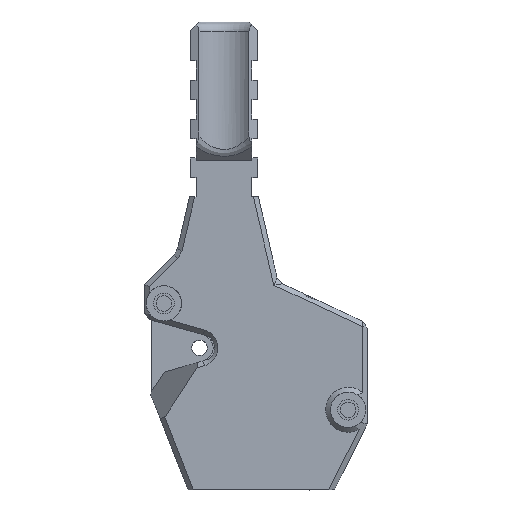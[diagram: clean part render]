
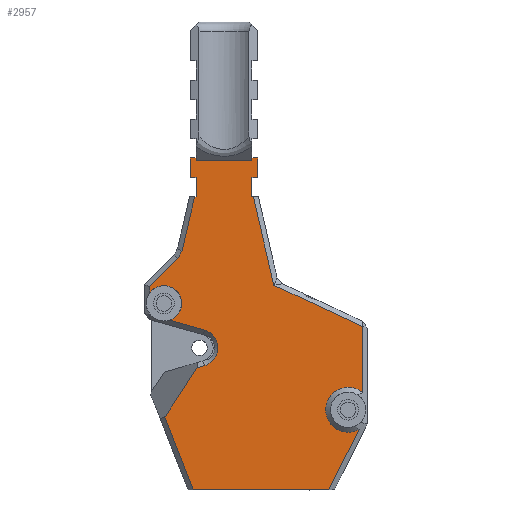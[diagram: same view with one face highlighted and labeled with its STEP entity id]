
A CAD part, top view. The second image highlights one B-rep face of the part: STEP entity #2957.
In plain terms, the highlighted planar face has unit normal (0, 0, 1).
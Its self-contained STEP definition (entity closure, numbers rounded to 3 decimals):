
#60=LINE('',#4337,#410);
#68=LINE('',#4352,#418);
#98=LINE('',#4417,#448);
#139=LINE('',#4582,#489);
#140=LINE('',#4584,#490);
#141=LINE('',#4586,#491);
#142=LINE('',#4588,#492);
#143=LINE('',#4590,#493);
#144=LINE('',#4592,#494);
#145=LINE('',#4594,#495);
#146=LINE('',#4596,#496);
#147=LINE('',#4598,#497);
#148=LINE('',#4602,#498);
#149=LINE('',#4606,#499);
#150=LINE('',#4608,#500);
#151=LINE('',#4610,#501);
#152=LINE('',#4612,#502);
#153=LINE('',#4614,#503);
#154=LINE('',#4615,#504);
#155=LINE('',#4617,#505);
#156=LINE('',#4619,#506);
#157=LINE('',#4621,#507);
#158=LINE('',#4623,#508);
#159=LINE('',#4625,#509);
#160=LINE('',#4627,#510);
#161=LINE('',#4629,#511);
#162=LINE('',#4630,#512);
#410=VECTOR('',#3386,0.5);
#418=VECTOR('',#3398,11.5);
#448=VECTOR('',#3446,0.5);
#489=VECTOR('',#3523,1.2);
#490=VECTOR('',#3524,4.);
#491=VECTOR('',#3525,1.2);
#492=VECTOR('',#3526,4.);
#493=VECTOR('',#3527,0.293);
#494=VECTOR('',#3528,11.365);
#495=VECTOR('',#3529,1.819);
#496=VECTOR('',#3530,8.249);
#497=VECTOR('',#3531,1.353);
#498=VECTOR('',#3534,7.518);
#499=VECTOR('',#3537,1.578);
#500=VECTOR('',#3538,11.901);
#501=VECTOR('',#3539,0.228);
#502=VECTOR('',#3540,16.213);
#503=VECTOR('',#3541,27.918);
#504=VECTOR('',#3542,13.941);
#505=VECTOR('',#3543,13.592);
#506=VECTOR('',#3544,20.133);
#507=VECTOR('',#3545,18.672);
#508=VECTOR('',#3546,0.293);
#509=VECTOR('',#3547,4.);
#510=VECTOR('',#3548,1.2);
#511=VECTOR('',#3549,4.);
#512=VECTOR('',#3550,1.2);
#760=PLANE('',#3134);
#930=CIRCLE('',#3133,4.625);
#931=CIRCLE('',#3135,3.625);
#932=CIRCLE('',#3136,3.8);
#1005=FACE_OUTER_BOUND('',#1172,.T.);
#1172=EDGE_LOOP('',(#2277,#2278,#2279,#2280,#2281,#2282,#2283,#2284,#2285,
#2286,#2287,#2288,#2289,#2290,#2291,#2292,#2293,#2294,#2295,#2296,#2297,
#2298,#2299,#2300,#2301,#2302,#2303,#2304,#2305,#2306));
#1388=VERTEX_POINT('',#4334);
#1389=VERTEX_POINT('',#4336);
#1394=VERTEX_POINT('',#4350);
#1416=VERTEX_POINT('',#4415);
#1455=VERTEX_POINT('',#4568);
#1458=VERTEX_POINT('',#4575);
#1459=VERTEX_POINT('',#4581);
#1460=VERTEX_POINT('',#4583);
#1461=VERTEX_POINT('',#4585);
#1462=VERTEX_POINT('',#4587);
#1463=VERTEX_POINT('',#4589);
#1464=VERTEX_POINT('',#4591);
#1465=VERTEX_POINT('',#4593);
#1466=VERTEX_POINT('',#4595);
#1467=VERTEX_POINT('',#4597);
#1468=VERTEX_POINT('',#4599);
#1469=VERTEX_POINT('',#4601);
#1470=VERTEX_POINT('',#4603);
#1471=VERTEX_POINT('',#4605);
#1472=VERTEX_POINT('',#4607);
#1473=VERTEX_POINT('',#4609);
#1474=VERTEX_POINT('',#4611);
#1475=VERTEX_POINT('',#4613);
#1476=VERTEX_POINT('',#4616);
#1477=VERTEX_POINT('',#4618);
#1478=VERTEX_POINT('',#4620);
#1479=VERTEX_POINT('',#4622);
#1480=VERTEX_POINT('',#4624);
#1481=VERTEX_POINT('',#4626);
#1482=VERTEX_POINT('',#4628);
#1685=EDGE_CURVE('',#1389,#1388,#60,.T.);
#1693=EDGE_CURVE('',#1394,#1388,#68,.F.);
#1725=EDGE_CURVE('',#1394,#1416,#98,.T.);
#1778=EDGE_CURVE('',#1458,#1455,#930,.T.);
#1779=EDGE_CURVE('',#1459,#1416,#139,.T.);
#1780=EDGE_CURVE('',#1460,#1459,#140,.F.);
#1781=EDGE_CURVE('',#1461,#1460,#141,.F.);
#1782=EDGE_CURVE('',#1462,#1461,#142,.T.);
#1783=EDGE_CURVE('',#1463,#1462,#143,.T.);
#1784=EDGE_CURVE('',#1464,#1463,#144,.T.);
#1785=EDGE_CURVE('',#1465,#1464,#145,.T.);
#1786=EDGE_CURVE('',#1466,#1465,#146,.T.);
#1787=EDGE_CURVE('',#1467,#1466,#147,.T.);
#1788=EDGE_CURVE('',#1467,#1468,#931,.T.);
#1789=EDGE_CURVE('',#1469,#1468,#148,.T.);
#1790=EDGE_CURVE('',#1470,#1469,#932,.T.);
#1791=EDGE_CURVE('',#1471,#1470,#149,.T.);
#1792=EDGE_CURVE('',#1471,#1472,#150,.F.);
#1793=EDGE_CURVE('',#1472,#1473,#151,.T.);
#1794=EDGE_CURVE('',#1474,#1473,#152,.T.);
#1795=EDGE_CURVE('',#1474,#1475,#153,.T.);
#1796=EDGE_CURVE('',#1455,#1475,#154,.T.);
#1797=EDGE_CURVE('',#1476,#1458,#155,.T.);
#1798=EDGE_CURVE('',#1477,#1476,#156,.T.);
#1799=EDGE_CURVE('',#1478,#1477,#157,.T.);
#1800=EDGE_CURVE('',#1479,#1478,#158,.T.);
#1801=EDGE_CURVE('',#1480,#1479,#159,.T.);
#1802=EDGE_CURVE('',#1481,#1480,#160,.F.);
#1803=EDGE_CURVE('',#1482,#1481,#161,.F.);
#1804=EDGE_CURVE('',#1389,#1482,#162,.T.);
#2277=ORIENTED_EDGE('',*,*,#1693,.F.);
#2278=ORIENTED_EDGE('',*,*,#1725,.T.);
#2279=ORIENTED_EDGE('',*,*,#1779,.F.);
#2280=ORIENTED_EDGE('',*,*,#1780,.F.);
#2281=ORIENTED_EDGE('',*,*,#1781,.F.);
#2282=ORIENTED_EDGE('',*,*,#1782,.F.);
#2283=ORIENTED_EDGE('',*,*,#1783,.F.);
#2284=ORIENTED_EDGE('',*,*,#1784,.F.);
#2285=ORIENTED_EDGE('',*,*,#1785,.F.);
#2286=ORIENTED_EDGE('',*,*,#1786,.F.);
#2287=ORIENTED_EDGE('',*,*,#1787,.F.);
#2288=ORIENTED_EDGE('',*,*,#1788,.T.);
#2289=ORIENTED_EDGE('',*,*,#1789,.F.);
#2290=ORIENTED_EDGE('',*,*,#1790,.F.);
#2291=ORIENTED_EDGE('',*,*,#1791,.F.);
#2292=ORIENTED_EDGE('',*,*,#1792,.T.);
#2293=ORIENTED_EDGE('',*,*,#1793,.T.);
#2294=ORIENTED_EDGE('',*,*,#1794,.F.);
#2295=ORIENTED_EDGE('',*,*,#1795,.T.);
#2296=ORIENTED_EDGE('',*,*,#1796,.F.);
#2297=ORIENTED_EDGE('',*,*,#1778,.F.);
#2298=ORIENTED_EDGE('',*,*,#1797,.F.);
#2299=ORIENTED_EDGE('',*,*,#1798,.F.);
#2300=ORIENTED_EDGE('',*,*,#1799,.F.);
#2301=ORIENTED_EDGE('',*,*,#1800,.F.);
#2302=ORIENTED_EDGE('',*,*,#1801,.F.);
#2303=ORIENTED_EDGE('',*,*,#1802,.F.);
#2304=ORIENTED_EDGE('',*,*,#1803,.F.);
#2305=ORIENTED_EDGE('',*,*,#1804,.F.);
#2306=ORIENTED_EDGE('',*,*,#1685,.T.);
#2957=ADVANCED_FACE('',(#1005),#760,.T.);
#3133=AXIS2_PLACEMENT_3D('',#4579,#3519,#3520);
#3134=AXIS2_PLACEMENT_3D('',#4580,#3521,#3522);
#3135=AXIS2_PLACEMENT_3D('',#4600,#3532,#3533);
#3136=AXIS2_PLACEMENT_3D('',#4604,#3535,#3536);
#3386=DIRECTION('',(0.,-1.,0.));
#3398=DIRECTION('',(-1.,0.,0.));
#3446=DIRECTION('',(0.,1.,0.));
#3519=DIRECTION('center_axis',(0.,0.,1.));
#3520=DIRECTION('ref_axis',(-1.,0.,0.));
#3521=DIRECTION('center_axis',(0.,0.,1.));
#3522=DIRECTION('ref_axis',(0.,-1.,0.));
#3523=DIRECTION('',(1.,0.,0.));
#3524=DIRECTION('',(0.,-1.,0.));
#3525=DIRECTION('',(1.,0.,0.));
#3526=DIRECTION('',(0.,1.,0.));
#3527=DIRECTION('',(1.,0.,0.));
#3528=DIRECTION('',(0.226,0.974,0.));
#3529=DIRECTION('',(0.485,0.874,0.));
#3530=DIRECTION('',(0.707,0.707,0.));
#3531=DIRECTION('',(0.,1.,0.));
#3532=DIRECTION('center_axis',(0.,0.,-1.));
#3533=DIRECTION('ref_axis',(-1.,0.,0.));
#3534=DIRECTION('',(-0.961,0.275,0.));
#3535=DIRECTION('center_axis',(0.,0.,1.));
#3536=DIRECTION('ref_axis',(1.,0.,0.));
#3537=DIRECTION('',(0.961,0.275,0.));
#3538=DIRECTION('',(0.548,0.836,0.));
#3539=DIRECTION('',(-0.885,-0.466,0.));
#3540=DIRECTION('',(-0.364,0.931,0.));
#3541=DIRECTION('',(1.,0.,0.));
#3542=DIRECTION('',(-0.448,-0.894,0.));
#3543=DIRECTION('',(0.,-1.,0.));
#3544=DIRECTION('',(0.906,-0.423,0.));
#3545=DIRECTION('',(0.226,-0.974,0.));
#3546=DIRECTION('',(1.,0.,0.));
#3547=DIRECTION('',(0.,-1.,0.));
#3548=DIRECTION('',(1.,0.,0.));
#3549=DIRECTION('',(0.,1.,0.));
#3550=DIRECTION('',(1.,0.,0.));
#4334=CARTESIAN_POINT('',(-1.843,35.826,14.));
#4336=CARTESIAN_POINT('',(-1.843,36.326,14.));
#4337=CARTESIAN_POINT('',(-1.843,23.462,14.));
#4350=CARTESIAN_POINT('',(-13.343,35.826,14.));
#4352=CARTESIAN_POINT('',(0.494,35.826,14.));
#4415=CARTESIAN_POINT('',(-13.343,36.326,14.));
#4417=CARTESIAN_POINT('',(-13.343,23.462,14.));
#4568=CARTESIAN_POINT('',(20.236,-19.561,14.));
#4575=CARTESIAN_POINT('',(20.925,-11.962,14.));
#4579=CARTESIAN_POINT('Origin',(17.977,-15.526,14.));
#4580=CARTESIAN_POINT('Origin',(-19.925,11.424,14.));
#4581=CARTESIAN_POINT('',(-14.543,36.326,14.));
#4582=CARTESIAN_POINT('',(3.969,36.326,14.));
#4583=CARTESIAN_POINT('',(-14.543,32.326,14.));
#4584=CARTESIAN_POINT('',(-14.543,19.462,14.));
#4585=CARTESIAN_POINT('',(-13.343,32.326,14.));
#4586=CARTESIAN_POINT('',(3.969,32.326,14.));
#4587=CARTESIAN_POINT('',(-13.343,28.326,14.));
#4588=CARTESIAN_POINT('',(-13.343,19.462,14.));
#4589=CARTESIAN_POINT('',(-13.636,28.326,14.));
#4590=CARTESIAN_POINT('',(3.969,28.326,14.));
#4591=CARTESIAN_POINT('',(-16.209,17.256,14.));
#4592=CARTESIAN_POINT('',(-15.628,19.759,14.));
#4593=CARTESIAN_POINT('',(-17.092,15.666,14.));
#4594=CARTESIAN_POINT('',(-18.292,13.505,14.));
#4595=CARTESIAN_POINT('',(-22.925,9.833,14.));
#4596=CARTESIAN_POINT('',(-18.628,14.131,14.));
#4597=CARTESIAN_POINT('',(-22.925,8.48,14.));
#4598=CARTESIAN_POINT('',(-22.925,8.157,14.));
#4599=CARTESIAN_POINT('',(-18.814,2.947,14.));
#4600=CARTESIAN_POINT('Origin',(-19.969,6.383,14.));
#4601=CARTESIAN_POINT('',(-11.586,0.878,14.));
#4602=CARTESIAN_POINT('',(-20.867,3.534,14.));
#4603=CARTESIAN_POINT('',(-11.586,-6.429,14.));
#4604=CARTESIAN_POINT('Origin',(-12.631,-2.776,14.));
#4605=CARTESIAN_POINT('',(-13.103,-6.863,14.));
#4606=CARTESIAN_POINT('',(-13.078,-6.856,14.));
#4607=CARTESIAN_POINT('',(-19.625,-16.818,14.));
#4608=CARTESIAN_POINT('',(-7.045,2.383,14.));
#4609=CARTESIAN_POINT('',(-19.826,-16.924,14.));
#4610=CARTESIAN_POINT('',(-2.833,-7.981,14.));
#4611=CARTESIAN_POINT('',(-13.926,-32.025,14.));
#4612=CARTESIAN_POINT('',(-24.221,-5.676,14.));
#4613=CARTESIAN_POINT('',(13.992,-32.026,14.));
#4614=CARTESIAN_POINT('',(0.265,-32.025,14.));
#4615=CARTESIAN_POINT('',(19.402,-21.226,14.));
#4616=CARTESIAN_POINT('',(20.925,1.63,14.));
#4617=CARTESIAN_POINT('',(20.925,12.836,14.));
#4618=CARTESIAN_POINT('',(2.678,10.139,14.));
#4619=CARTESIAN_POINT('',(1.561,10.66,14.));
#4620=CARTESIAN_POINT('',(-1.55,28.326,14.));
#4621=CARTESIAN_POINT('',(1.204,16.479,14.));
#4622=CARTESIAN_POINT('',(-1.843,28.326,14.));
#4623=CARTESIAN_POINT('',(3.969,28.326,14.));
#4624=CARTESIAN_POINT('',(-1.843,32.326,14.));
#4625=CARTESIAN_POINT('',(-1.843,19.462,14.));
#4626=CARTESIAN_POINT('',(-0.643,32.326,14.));
#4627=CARTESIAN_POINT('',(3.969,32.326,14.));
#4628=CARTESIAN_POINT('',(-0.643,36.326,14.));
#4629=CARTESIAN_POINT('',(-0.643,8.462,14.));
#4630=CARTESIAN_POINT('',(3.969,36.326,14.));
